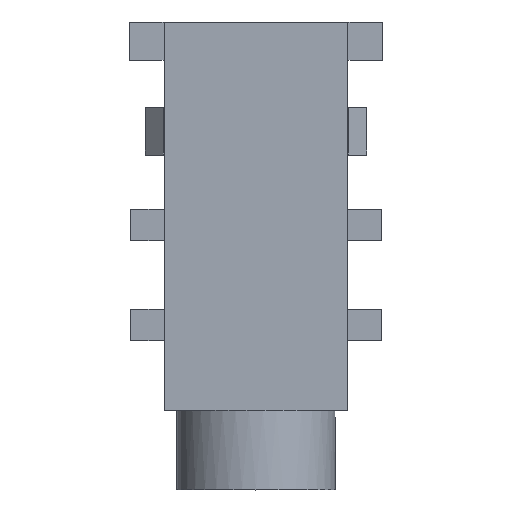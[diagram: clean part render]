
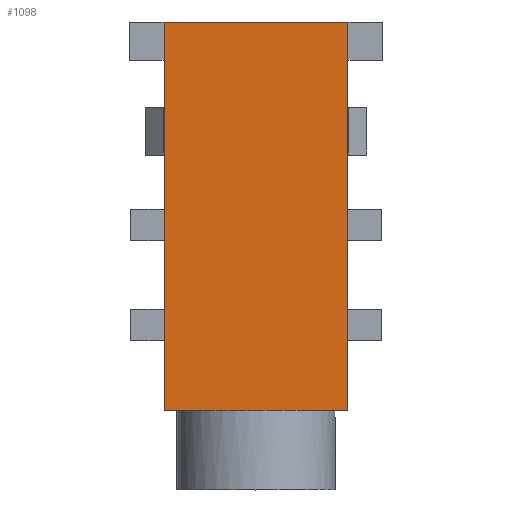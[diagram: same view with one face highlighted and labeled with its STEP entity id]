
A CAD part, top view. The second image highlights one B-rep face of the part: STEP entity #1098.
In plain terms, the highlighted planar face has unit normal (0, 0, 1).
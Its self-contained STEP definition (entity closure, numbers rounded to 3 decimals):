
#40=FACE_OUTER_BOUND('',#110,.T.);
#110=EDGE_LOOP('',(#752,#753,#754,#755,#756,#757));
#182=LINE('',#1550,#326);
#184=LINE('',#1565,#328);
#189=LINE('',#1574,#333);
#190=LINE('',#1577,#334);
#197=LINE('',#1591,#341);
#198=LINE('',#1592,#342);
#326=VECTOR('',#1252,10.);
#328=VECTOR('',#1272,10.);
#333=VECTOR('',#1279,10.);
#334=VECTOR('',#1282,10.);
#341=VECTOR('',#1291,10.);
#342=VECTOR('',#1292,10.);
#471=VERTEX_POINT('',#1548);
#472=VERTEX_POINT('',#1549);
#476=VERTEX_POINT('',#1564);
#479=VERTEX_POINT('',#1572);
#480=VERTEX_POINT('',#1576);
#486=VERTEX_POINT('',#1590);
#571=EDGE_CURVE('',#471,#472,#182,.T.);
#579=EDGE_CURVE('',#476,#471,#184,.T.);
#584=EDGE_CURVE('',#472,#479,#189,.T.);
#585=EDGE_CURVE('',#480,#476,#190,.T.);
#592=EDGE_CURVE('',#479,#486,#197,.T.);
#593=EDGE_CURVE('',#486,#480,#198,.T.);
#752=ORIENTED_EDGE('',*,*,#579,.T.);
#753=ORIENTED_EDGE('',*,*,#571,.T.);
#754=ORIENTED_EDGE('',*,*,#584,.T.);
#755=ORIENTED_EDGE('',*,*,#592,.T.);
#756=ORIENTED_EDGE('',*,*,#593,.T.);
#757=ORIENTED_EDGE('',*,*,#585,.T.);
#1031=PLANE('',#1181);
#1098=ADVANCED_FACE('',(#40),#1031,.T.);
#1181=AXIS2_PLACEMENT_3D('',#1589,#1289,#1290);
#1252=DIRECTION('',(1.,0.,0.));
#1272=DIRECTION('',(1.,0.,0.));
#1279=DIRECTION('',(1.,0.,0.));
#1282=DIRECTION('',(0.,-1.,0.));
#1289=DIRECTION('center_axis',(0.,0.,1.));
#1290=DIRECTION('ref_axis',(1.,0.,0.));
#1291=DIRECTION('',(0.,1.,0.));
#1292=DIRECTION('',(-1.,0.,0.));
#1548=CARTESIAN_POINT('',(-1.431,2.65,4.1));
#1549=CARTESIAN_POINT('',(1.431,2.65,4.1));
#1550=CARTESIAN_POINT('',(1.45,2.65,4.1));
#1564=CARTESIAN_POINT('',(-2.9,2.65,4.1));
#1565=CARTESIAN_POINT('',(1.45,2.65,4.1));
#1572=CARTESIAN_POINT('',(2.9,2.65,4.1));
#1574=CARTESIAN_POINT('',(1.45,2.65,4.1));
#1576=CARTESIAN_POINT('',(-2.9,14.9,4.1));
#1577=CARTESIAN_POINT('',(-2.9,14.9,4.1));
#1589=CARTESIAN_POINT('Origin',(0.,8.7,4.1));
#1590=CARTESIAN_POINT('',(2.9,14.9,4.1));
#1591=CARTESIAN_POINT('',(2.9,14.9,4.1));
#1592=CARTESIAN_POINT('',(-2.9,14.9,4.1));
